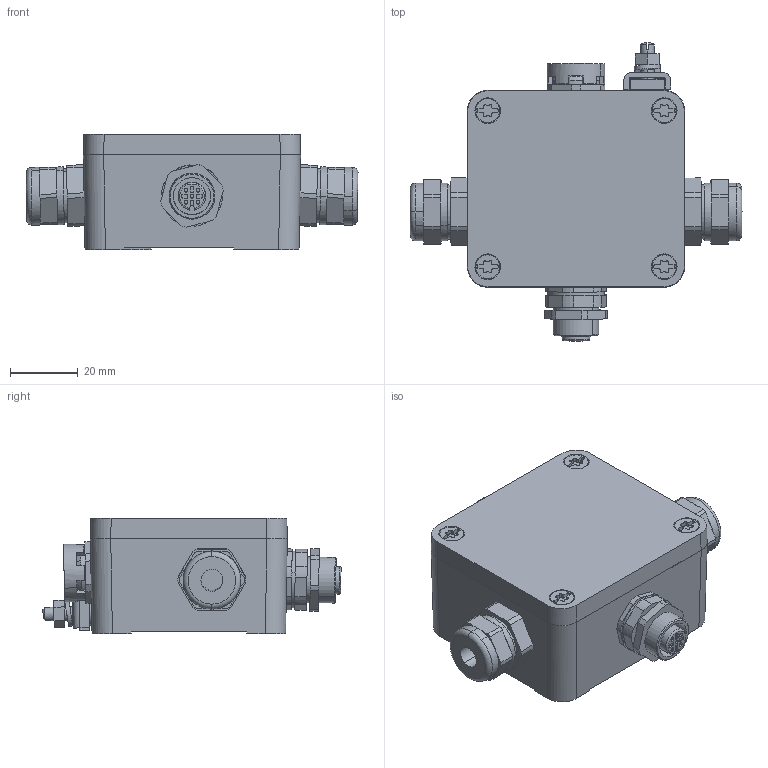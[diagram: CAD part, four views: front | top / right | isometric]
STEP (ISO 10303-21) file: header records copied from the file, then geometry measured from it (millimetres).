
FILE_DESCRIPTION(('CATIA V5 STEP Exchange','CAx-IF Rec.Pracs.--- Model Styling and Organization---1.4--- 2014-01-23'),'2;1');
FILE_NAME ('D1501155_1', '2024-05-02T09:17:36+00:00', ('none'), ('Weidmueller'), 'CATIA Version 5-6 Release 2016 SP3 HF44', 'CATIA V5 STEP AP214', 'none');
FILE_SCHEMA(('AUTOMOTIVE_DESIGN { 1 0 10303 214 1 1 1 1 }'));
Length unit declared in the file: millimetre
Products named in the file (1): S3D_FBCon_PA_CG_M12_1way_XXX
Bounding box: 97.86 x 87.87 x 34 mm (x, y, z)
Volume: 134273.7 mm3; surface area: 21742.1 mm2
Topology: 1 solids, 2 shells, 465 faces, 1355 edges, 927 vertices
Faces by surface type: plane 226, cylinder 180, extrusion 28, cone 20, bspline 6, torus 5
Entity records: 15826 total; most frequent: CARTESIAN_POINT 3811, ORIENTED_EDGE 2710, DIRECTION 1800, EDGE_CURVE 1355, VERTEX_POINT 927, VECTOR 806, LINE 778, AXIS2_PLACEMENT_3D 717
